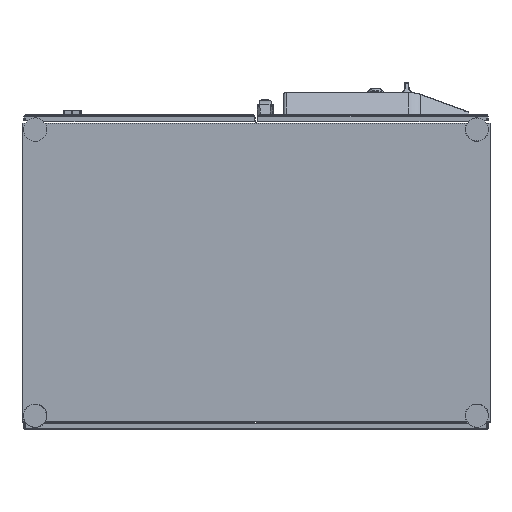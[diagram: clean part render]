
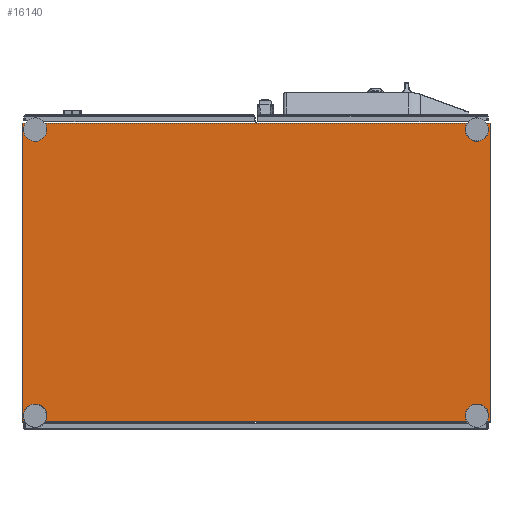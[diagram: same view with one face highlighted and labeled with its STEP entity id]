
A CAD part, front view. The second image highlights one B-rep face of the part: STEP entity #16140.
In plain terms, the highlighted planar face has unit normal (0, -1, 0).
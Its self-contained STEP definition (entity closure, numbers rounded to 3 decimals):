
#107 = VECTOR ( 'NONE', #56049, 1000. ) ;
#592 = PLANE ( 'NONE',  #16855 ) ;
#2461 = CARTESIAN_POINT ( 'NONE',  ( -567.5, -809., 361.445 ) ) ;
#3372 = CARTESIAN_POINT ( 'NONE',  ( 584., -809., -381.805 ) ) ;
#3702 = EDGE_LOOP ( 'NONE', ( #22534 ) ) ;
#3776 = ORIENTED_EDGE ( 'NONE', *, *, #51176, .F. ) ;
#4590 = EDGE_CURVE ( 'NONE', #74947, #56761, #36537, .T. ) ;
#6003 = CARTESIAN_POINT ( 'NONE',  ( 601., -809., -381.805 ) ) ;
#6038 = EDGE_CURVE ( 'NONE', #36359, #36359, #54910, .T. ) ;
#6566 = ORIENTED_EDGE ( 'NONE', *, *, #51199, .T. ) ;
#6701 = VERTEX_POINT ( 'NONE', #65560 ) ;
#6986 = DIRECTION ( 'NONE',  ( -1., 0., 0. ) ) ;
#8270 = DIRECTION ( 'NONE',  ( -1., 0., 0. ) ) ;
#10221 = CARTESIAN_POINT ( 'NONE',  ( 584., -809., -381.805 ) ) ;
#11232 = EDGE_LOOP ( 'NONE', ( #6566, #42523, #60352, #12971, #40707, #3776 ) ) ;
#11423 = EDGE_LOOP ( 'NONE', ( #72635 ) ) ;
#12680 = CARTESIAN_POINT ( 'NONE',  ( -584., -809., -381.805 ) ) ;
#12971 = ORIENTED_EDGE ( 'NONE', *, *, #17233, .F. ) ;
#13088 = DIRECTION ( 'NONE',  ( -1., 0., 0. ) ) ;
#13976 = VERTEX_POINT ( 'NONE', #2461 ) ;
#14027 = LINE ( 'NONE', #60977, #58382 ) ;
#14522 = CARTESIAN_POINT ( 'NONE',  ( 601., -809., 383.695 ) ) ;
#15246 = LINE ( 'NONE', #74167, #16050 ) ;
#16050 = VECTOR ( 'NONE', #32459, 1000. ) ;
#16140 = ADVANCED_FACE ( 'NONE', ( #23195, #64867, #23932, #40913, #46699 ), #592, .F. ) ;
#16855 = AXIS2_PLACEMENT_3D ( 'NONE', #49380, #38111, #60578 ) ;
#17233 = EDGE_CURVE ( 'NONE', #71239, #24428, #14027, .T. ) ;
#17330 = CARTESIAN_POINT ( 'NONE',  ( -567.5, -809., -367.555 ) ) ;
#17683 = CARTESIAN_POINT ( 'NONE',  ( -601., -809., -381.805 ) ) ;
#19545 = AXIS2_PLACEMENT_3D ( 'NONE', #47079, #35454, #23926 ) ;
#19733 = VERTEX_POINT ( 'NONE', #6003 ) ;
#22194 = DIRECTION ( 'NONE',  ( -1., 0., 0. ) ) ;
#22534 = ORIENTED_EDGE ( 'NONE', *, *, #55016, .T. ) ;
#23195 = FACE_OUTER_BOUND ( 'NONE', #11232, .T. ) ;
#23926 = DIRECTION ( 'NONE',  ( 0., 0., -1. ) ) ;
#23932 = FACE_BOUND ( 'NONE', #11423, .T. ) ;
#24428 = VERTEX_POINT ( 'NONE', #28749 ) ;
#26045 = VECTOR ( 'NONE', #31884, 1000. ) ;
#27557 = EDGE_LOOP ( 'NONE', ( #70289 ) ) ;
#28017 = CARTESIAN_POINT ( 'NONE',  ( -573.5, -809., -367.555 ) ) ;
#28092 = CIRCLE ( 'NONE', #19545, 6. ) ;
#28749 = CARTESIAN_POINT ( 'NONE',  ( -601., -809., -381.805 ) ) ;
#31568 = VECTOR ( 'NONE', #13088, 1000. ) ;
#31884 = DIRECTION ( 'NONE',  ( 1., 0., 0. ) ) ;
#32169 = EDGE_CURVE ( 'NONE', #13976, #13976, #28092, .T. ) ;
#32459 = DIRECTION ( 'NONE',  ( 0., 0., 1. ) ) ;
#33694 = CARTESIAN_POINT ( 'NONE',  ( 567.5, -809., -367.555 ) ) ;
#33777 = VERTEX_POINT ( 'NONE', #28017 ) ;
#34061 = CARTESIAN_POINT ( 'NONE',  ( 567.5, -809., 367.445 ) ) ;
#35454 = DIRECTION ( 'NONE',  ( 0., -1., 0. ) ) ;
#36359 = VERTEX_POINT ( 'NONE', #70822 ) ;
#36455 = CARTESIAN_POINT ( 'NONE',  ( -601., -809., 383.695 ) ) ;
#36537 = LINE ( 'NONE', #48934, #26045 ) ;
#38111 = DIRECTION ( 'NONE',  ( 0., 1., 0. ) ) ;
#38238 = LINE ( 'NONE', #3372, #107 ) ;
#40707 = ORIENTED_EDGE ( 'NONE', *, *, #65071, .F. ) ;
#40913 = FACE_BOUND ( 'NONE', #3702, .T. ) ;
#42523 = ORIENTED_EDGE ( 'NONE', *, *, #4590, .F. ) ;
#43033 = DIRECTION ( 'NONE',  ( 0., 0., 1. ) ) ;
#44550 = DIRECTION ( 'NONE',  ( 0., 1., 0. ) ) ;
#46699 = FACE_BOUND ( 'NONE', #62904, .T. ) ;
#47079 = CARTESIAN_POINT ( 'NONE',  ( -567.5, -809., 367.445 ) ) ;
#48772 = AXIS2_PLACEMENT_3D ( 'NONE', #17330, #59291, #6986 ) ;
#48934 = CARTESIAN_POINT ( 'NONE',  ( -601., -809., 383.695 ) ) ;
#49380 = CARTESIAN_POINT ( 'NONE',  ( 584., -809., 383.695 ) ) ;
#50359 = DIRECTION ( 'NONE',  ( -1., 0., 0. ) ) ;
#51176 = EDGE_CURVE ( 'NONE', #19733, #57690, #38238, .T. ) ;
#51199 = EDGE_CURVE ( 'NONE', #19733, #56761, #15246, .T. ) ;
#51432 = CIRCLE ( 'NONE', #55132, 6. ) ;
#53626 = AXIS2_PLACEMENT_3D ( 'NONE', #34061, #64608, #22194 ) ;
#54910 = CIRCLE ( 'NONE', #53626, 6. ) ;
#55016 = EDGE_CURVE ( 'NONE', #6701, #6701, #51432, .T. ) ;
#55035 = ORIENTED_EDGE ( 'NONE', *, *, #6038, .T. ) ;
#55132 = AXIS2_PLACEMENT_3D ( 'NONE', #33694, #44550, #50359 ) ;
#56049 = DIRECTION ( 'NONE',  ( -1., 0., 0. ) ) ;
#56761 = VERTEX_POINT ( 'NONE', #14522 ) ;
#57690 = VERTEX_POINT ( 'NONE', #10221 ) ;
#58382 = VECTOR ( 'NONE', #8270, 1000. ) ;
#59291 = DIRECTION ( 'NONE',  ( 0., 1., 0. ) ) ;
#59456 = CARTESIAN_POINT ( 'NONE',  ( -601., -809., 383.695 ) ) ;
#59727 = EDGE_CURVE ( 'NONE', #33777, #33777, #64824, .T. ) ;
#59810 = EDGE_CURVE ( 'NONE', #24428, #74947, #65858, .T. ) ;
#60352 = ORIENTED_EDGE ( 'NONE', *, *, #59810, .F. ) ;
#60578 = DIRECTION ( 'NONE',  ( -1., 0., 0. ) ) ;
#60977 = CARTESIAN_POINT ( 'NONE',  ( -584., -809., -381.805 ) ) ;
#62904 = EDGE_LOOP ( 'NONE', ( #55035 ) ) ;
#64608 = DIRECTION ( 'NONE',  ( 0., 1., 0. ) ) ;
#64824 = CIRCLE ( 'NONE', #48772, 6. ) ;
#64867 = FACE_BOUND ( 'NONE', #27557, .T. ) ;
#65071 = EDGE_CURVE ( 'NONE', #57690, #71239, #71273, .T. ) ;
#65560 = CARTESIAN_POINT ( 'NONE',  ( 561.5, -809., -367.555 ) ) ;
#65858 = LINE ( 'NONE', #36455, #75860 ) ;
#70289 = ORIENTED_EDGE ( 'NONE', *, *, #59727, .T. ) ;
#70822 = CARTESIAN_POINT ( 'NONE',  ( 561.5, -809., 367.445 ) ) ;
#71239 = VERTEX_POINT ( 'NONE', #12680 ) ;
#71273 = LINE ( 'NONE', #17683, #31568 ) ;
#72635 = ORIENTED_EDGE ( 'NONE', *, *, #32169, .F. ) ;
#74167 = CARTESIAN_POINT ( 'NONE',  ( 601., -809., 383.695 ) ) ;
#74947 = VERTEX_POINT ( 'NONE', #59456 ) ;
#75860 = VECTOR ( 'NONE', #43033, 1000. ) ;
